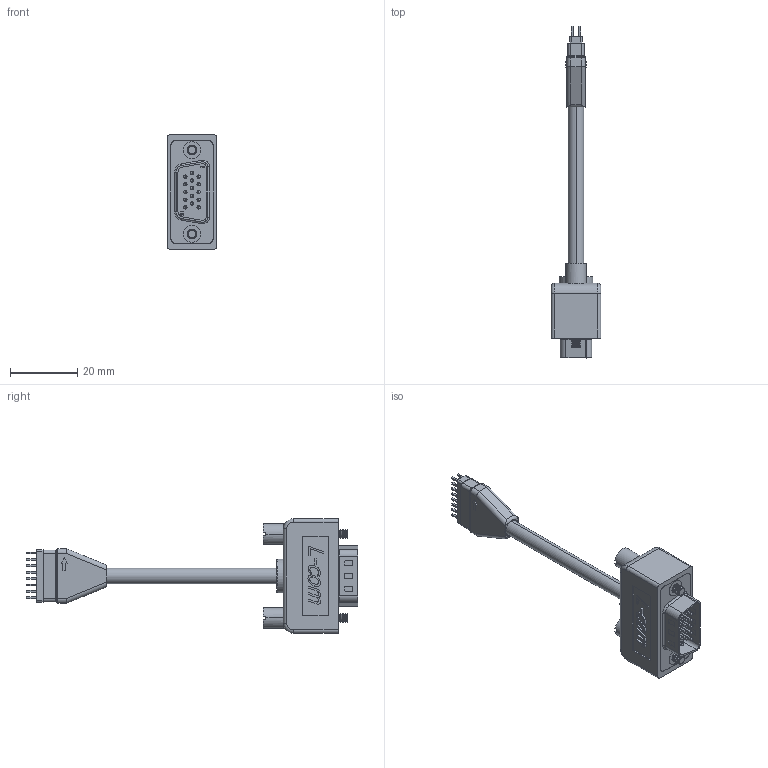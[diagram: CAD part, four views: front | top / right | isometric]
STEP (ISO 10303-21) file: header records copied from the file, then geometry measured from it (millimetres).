
FILE_DESCRIPTION (( 'STEP AP214' ), '1' );
FILE_NAME ('CTLB3VGAM-QD.STEP', '2008-05-28T14:19:29', ( ' ' ), ( ' ' ), 'SwSTEP 2.0', 'SolidWorks 2008', '' );
FILE_SCHEMA (( 'AUTOMOTIVE_DESIGN' ));
Length unit declared in the file: inch
Products named in the file (8): 3AB16-004; CTLB3VGAMM-MA1; 3AA07-009; 3AC03-011_2" long; CTLB3VGAM-QD; SDH15P_With Clinch Nuts; MTN-006_Detail; 3AB07-032_L-com
Assembly tree (8 placements, depth 3):
  CTLB3VGAM-QD
    3AB07-032_L-com
      MTN-006_Detail
      SDH15P_With Clinch Nuts
      3AA07-009  x2
    3AB16-004
    3AC03-011_2" long
    CTLB3VGAMM-MA1
Bounding box: 14.83 x 98.93 x 34.16 mm (x, y, z)
Volume: 11789.8 mm3; surface area: 8757.2 mm2
Topology: 7 solids, 7 shells, 1234 faces, 2912 edges, 1788 vertices
Faces by surface type: plane 707, cylinder 279, cone 116, bspline 72, torus 30, sphere 30
Entity records: 45417 total; most frequent: CARTESIAN_POINT 9385, ORIENTED_EDGE 5504, DIRECTION 5469, EDGE_CURVE 2752, LINE 1949, VECTOR 1949, AXIS2_PLACEMENT_3D 1760, VERTEX_POINT 1702
